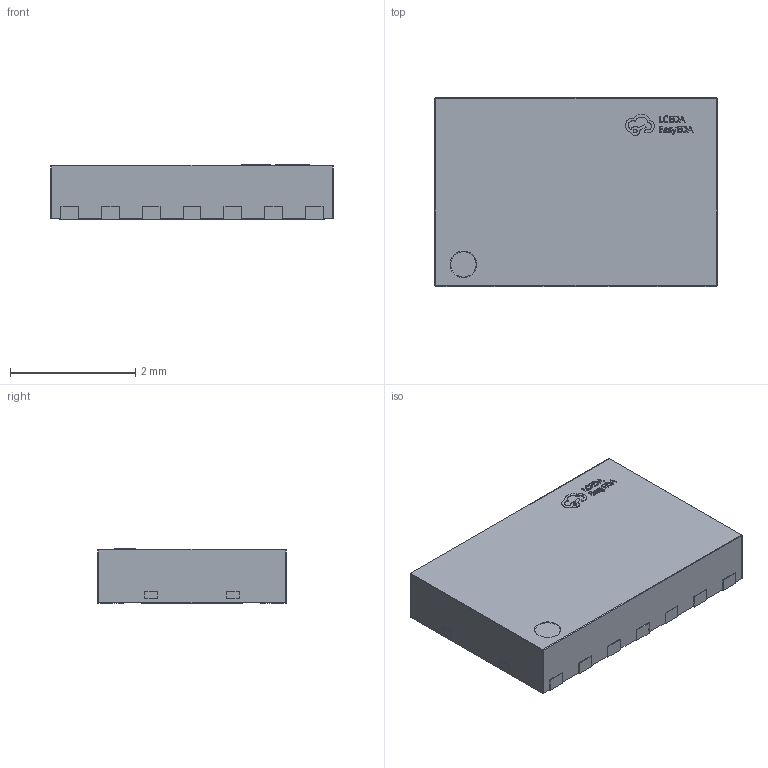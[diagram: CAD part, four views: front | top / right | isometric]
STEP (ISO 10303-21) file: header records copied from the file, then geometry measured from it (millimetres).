
FILE_DESCRIPTION (( 'STEP AP214' ), '1' );
FILE_NAME ('VDFN-14_L4.5-W3.0-H0.9-P0.65-BL-EP.step', '2022-06-30T14:06:49', ( '' ), ( '' ), 'SwSTEP 2.0', 'SolidWorks 2020', '' );
FILE_SCHEMA (( 'AUTOMOTIVE_DESIGN' ));
Length unit declared in the file: millimetre
Products named in the file (1): VDFN-14_L4.5-W3.0-H0.9-P0.65-BL-EP
Bounding box: 4.52 x 3.02 x 0.87 mm (x, y, z)
Volume: 11.6 mm3; surface area: 40.2 mm2
Topology: 1 solids, 1 shells, 471 faces, 1275 edges, 834 vertices
Faces by surface type: plane 330, bspline 112, cylinder 23, sphere 4, torus 2
Entity records: 20984 total; most frequent: CARTESIAN_POINT 4681, ORIENTED_EDGE 2542, DIRECTION 1815, EDGE_CURVE 1271, VECTOR 991, LINE 991, VERTEX_POINT 834, EDGE_LOOP 503
